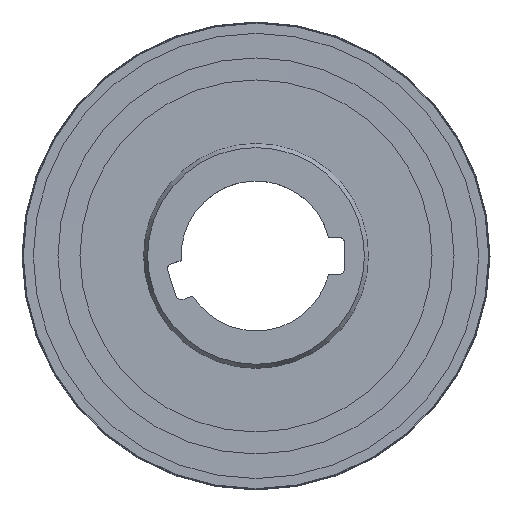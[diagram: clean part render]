
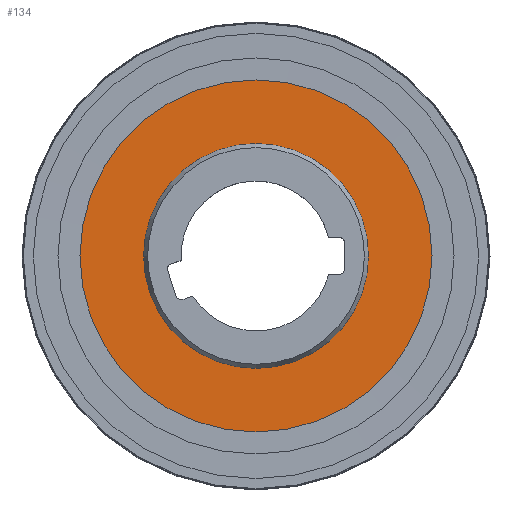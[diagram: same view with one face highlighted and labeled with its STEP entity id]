
A CAD part, top view. The second image highlights one B-rep face of the part: STEP entity #134.
In plain terms, the highlighted planar face has unit normal (0, 0, 1).
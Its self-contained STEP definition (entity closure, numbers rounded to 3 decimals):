
#134=ADVANCED_FACE('',(#187,#188),#174,.F.);
#174=PLANE('',#655);
#187=FACE_BOUND('',#245,.T.);
#188=FACE_BOUND('',#246,.T.);
#245=EDGE_LOOP('',(#366));
#246=EDGE_LOOP('',(#367));
#318=CIRCLE('',#652,24.);
#319=CIRCLE('',#654,48.5);
#366=ORIENTED_EDGE('',*,*,#544,.T.);
#367=ORIENTED_EDGE('',*,*,#545,.F.);
#492=VERTEX_POINT('',#906);
#493=VERTEX_POINT('',#909);
#544=EDGE_CURVE('',#492,#492,#318,.T.);
#545=EDGE_CURVE('',#493,#493,#319,.T.);
#652=AXIS2_PLACEMENT_3D('',#905,#731,#732);
#654=AXIS2_PLACEMENT_3D('',#908,#735,#736);
#655=AXIS2_PLACEMENT_3D('',#910,#737,#738);
#731=DIRECTION('',(0.,0.,-1.));
#732=DIRECTION('',(-1.,0.,0.));
#735=DIRECTION('',(0.,0.,-1.));
#736=DIRECTION('',(-1.,0.,0.));
#737=DIRECTION('',(0.,0.,-1.));
#738=DIRECTION('',(-1.,0.,0.));
#905=CARTESIAN_POINT('',(0.,0.,4.5));
#906=CARTESIAN_POINT('',(-24.,0.,4.5));
#908=CARTESIAN_POINT('',(0.,0.,4.5));
#909=CARTESIAN_POINT('',(-48.5,0.,4.5));
#910=CARTESIAN_POINT('',(24.,0.,4.5));
